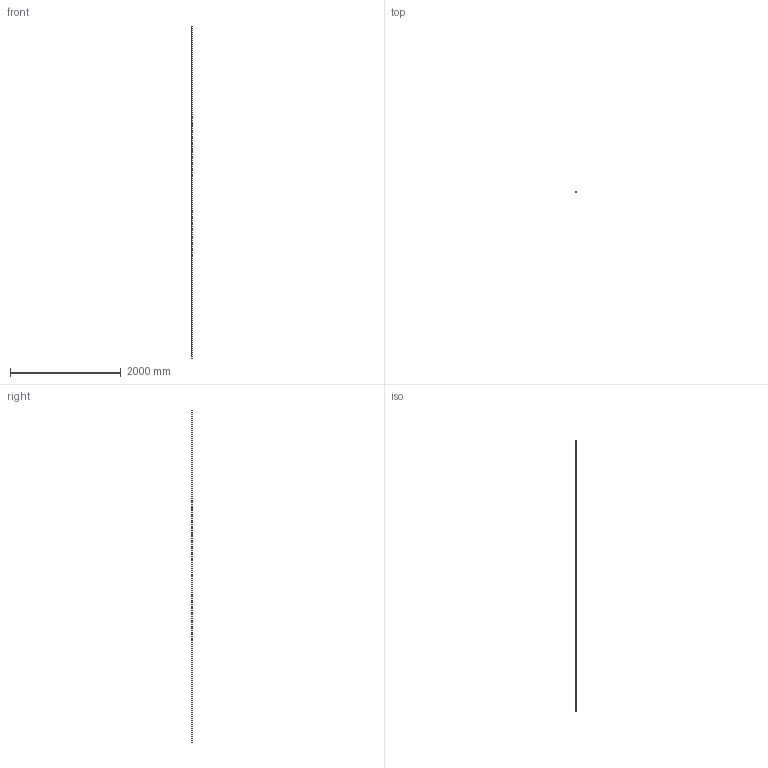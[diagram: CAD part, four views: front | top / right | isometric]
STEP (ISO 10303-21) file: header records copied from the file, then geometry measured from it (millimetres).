
FILE_DESCRIPTION (( 'STEP AP203' ), '1' );
FILE_NAME ('55097-240.step', '2023-03-21T15:22:43', ( '' ), ( '' ), 'SwSTEP 2.0', 'SolidWorks 2018', '' );
FILE_SCHEMA (( 'CONFIG_CONTROL_DESIGN' ));
Length unit declared in the file: millimetre
Products named in the file (1): 55097-240
Bounding box: 13.9 x 13.95 x 6000 mm (x, y, z)
Volume: 353428.9 mm3; surface area: 471364.1 mm2
Topology: 1 solids, 1 shells, 266 faces, 717 edges, 478 vertices
Faces by surface type: plane 122, bspline 117, cylinder 27
Full cylindrical faces by diameter (mm): 11 x1, 14 x1
Entity records: 12829 total; most frequent: CARTESIAN_POINT 6858, ORIENTED_EDGE 1430, DIRECTION 859, EDGE_CURVE 715, VERTEX_POINT 478, VECTOR 343, LINE 343, EDGE_LOOP 295
